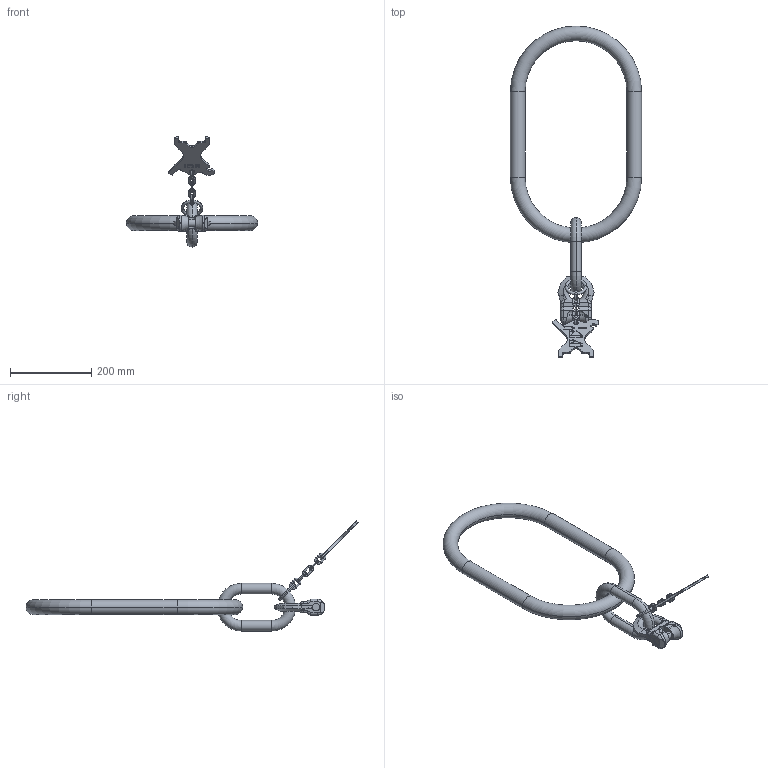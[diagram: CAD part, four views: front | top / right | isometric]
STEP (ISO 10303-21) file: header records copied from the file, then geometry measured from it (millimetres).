
FILE_DESCRIPTION((''),'2;1');
FILE_NAME('001-M34585-P-11_ASM','2014-07-03T',('Andreas.Wendler'),(''),'PRO/ENGINEER BY PARAMETRIC TECHNOLOGY CORPORATION, 2010140','PRO/ENGINEER BY PARAMETRIC TECHNOLOGY CORPORATION, 2010140','');
FILE_SCHEMA(('CONFIG_CONTROL_DESIGN'));
Length unit declared in the file: millimetre
Products named in the file (10): 001-M34585-P-9; 001-M34546-P-4; 001-M34513-P-1; 001-M31128-V02; 001-M31129-P-3; 001-M33743-001; 001-M31130-003_ASM; 001-M32731-P-1; 001-M34546-P-4_ASM; 001-M34585-P-11_ASM
Assembly tree (12 placements, depth 4):
  001-M34585-P-11_ASM
    001-M34585-P-9
    001-M34546-P-4_ASM
      001-M34546-P-4
      001-M34513-P-1
      001-M31128-V02
      001-M31129-P-3  x2
      001-M31130-003_ASM
        001-M33743-001  x3
      001-M32731-P-1
Bounding box: 322 x 815.28 x 270.28 mm (x, y, z)
Volume: 1782525.3 mm3; surface area: 236953.1 mm2
Topology: 10 solids, 10 shells, 1022 faces, 2819 edges, 1851 vertices
Faces by surface type: plane 835, cylinder 137, torus 40, bspline 8, cone 2
Entity records: 32106 total; most frequent: CARTESIAN_POINT 6239, ORIENTED_EDGE 5530, DIRECTION 4996, EDGE_CURVE 2765, VECTOR 2430, LINE 2430, VERTEX_POINT 1823, AXIS2_PLACEMENT_3D 1283
